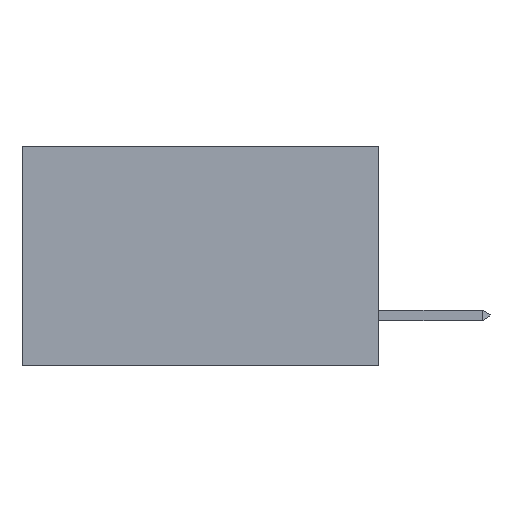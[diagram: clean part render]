
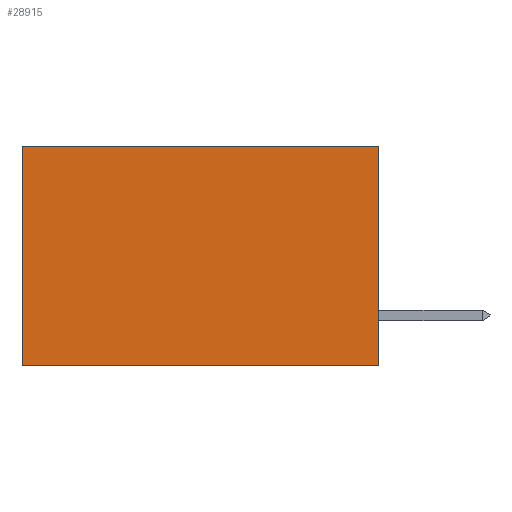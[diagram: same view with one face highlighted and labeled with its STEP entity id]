
A CAD part, left-side view. The second image highlights one B-rep face of the part: STEP entity #28915.
In plain terms, the highlighted planar face has unit normal (-1, 0, 0).
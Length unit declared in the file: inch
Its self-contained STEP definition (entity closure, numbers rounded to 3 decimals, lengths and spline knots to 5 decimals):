
#235 = VECTOR ( 'NONE', #1768, 39.37008 ) ;
#242 = DIRECTION ( 'NONE',  ( 0., 1., 0. ) ) ;
#423 = FACE_OUTER_BOUND ( 'NONE', #24058, .T. ) ;
#1489 = VERTEX_POINT ( 'NONE', #10731 ) ;
#1768 = DIRECTION ( 'NONE',  ( 0., 0., -1. ) ) ;
#3044 = CARTESIAN_POINT ( 'NONE',  ( 0.298, 0., 0. ) ) ;
#5038 = CARTESIAN_POINT ( 'NONE',  ( 0.298, 0., -0.37 ) ) ;
#8583 = CARTESIAN_POINT ( 'NONE',  ( 0.298, 0., 0. ) ) ;
#9095 = VERTEX_POINT ( 'NONE', #10941 ) ;
#9182 = LINE ( 'NONE', #5038, #19308 ) ;
#9352 = CARTESIAN_POINT ( 'NONE',  ( 0.298, 0., -0.37 ) ) ;
#9735 = DIRECTION ( 'NONE',  ( 0., 1., 0. ) ) ;
#9892 = AXIS2_PLACEMENT_3D ( 'NONE', #8583, #15348, #29443 ) ;
#10445 = VECTOR ( 'NONE', #9735, 39.37008 ) ;
#10731 = CARTESIAN_POINT ( 'NONE',  ( 0.298, 0.6, -0.37 ) ) ;
#10916 = CARTESIAN_POINT ( 'NONE',  ( 0.298, 0.6, 0. ) ) ;
#10941 = CARTESIAN_POINT ( 'NONE',  ( 0.298, 0., 0. ) ) ;
#11928 = EDGE_CURVE ( 'NONE', #9095, #18764, #24164, .T. ) ;
#12377 = CARTESIAN_POINT ( 'NONE',  ( 0.298, 0., 0. ) ) ;
#12405 = ORIENTED_EDGE ( 'NONE', *, *, #19795, .F. ) ;
#15348 = DIRECTION ( 'NONE',  ( 1., 0., 0. ) ) ;
#15455 = PLANE ( 'NONE',  #9892 ) ;
#16384 = ORIENTED_EDGE ( 'NONE', *, *, #18248, .T. ) ;
#18248 = EDGE_CURVE ( 'NONE', #18764, #1489, #19359, .T. ) ;
#18764 = VERTEX_POINT ( 'NONE', #23582 ) ;
#19308 = VECTOR ( 'NONE', #242, 39.37008 ) ;
#19359 = LINE ( 'NONE', #10916, #235 ) ;
#19795 = EDGE_CURVE ( 'NONE', #20349, #1489, #9182, .T. ) ;
#20349 = VERTEX_POINT ( 'NONE', #9352 ) ;
#21932 = EDGE_CURVE ( 'NONE', #9095, #20349, #27443, .T. ) ;
#23582 = CARTESIAN_POINT ( 'NONE',  ( 0.298, 0.6, 0. ) ) ;
#23825 = VECTOR ( 'NONE', #23924, 39.37008 ) ;
#23924 = DIRECTION ( 'NONE',  ( 0., 0., -1. ) ) ;
#24058 = EDGE_LOOP ( 'NONE', ( #16384, #12405, #28487, #29211 ) ) ;
#24164 = LINE ( 'NONE', #12377, #10445 ) ;
#27443 = LINE ( 'NONE', #3044, #23825 ) ;
#28487 = ORIENTED_EDGE ( 'NONE', *, *, #21932, .F. ) ;
#28915 = ADVANCED_FACE ( 'NONE', ( #423 ), #15455, .F. ) ;
#29211 = ORIENTED_EDGE ( 'NONE', *, *, #11928, .T. ) ;
#29443 = DIRECTION ( 'NONE',  ( 0., 0., -1. ) ) ;
